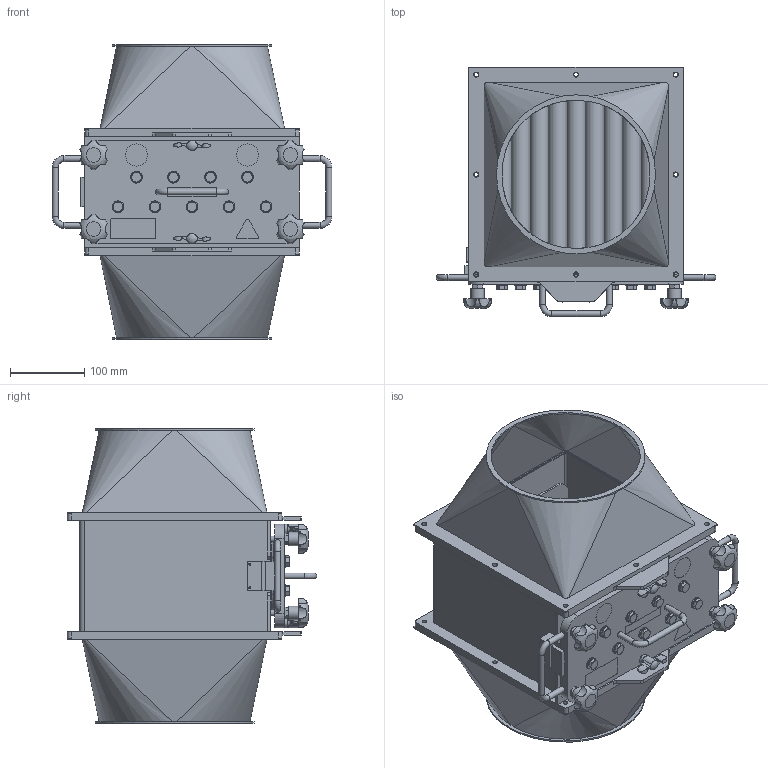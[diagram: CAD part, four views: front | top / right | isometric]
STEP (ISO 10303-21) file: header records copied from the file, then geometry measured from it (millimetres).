
FILE_DESCRIPTION(/* description */ (''),/* implementation_level */ '2;1');
FILE_NAME(/* name */ 'Nieuwe STEP''s (23-03-2022)\SECFQ20030 -.stp',/* time_stamp */ '2022-03-23T10:34:35+01:00',/* author */ ('CR'),/* organization */ (''),/* preprocessor_version */ 'ST-DEVELOPER v18.1',/* originating_system */ 'Autodesk Inventor 2021',/* authorisation */ '');
FILE_SCHEMA (('AUTOMOTIVE_DESIGN { 1 0 10303 214 3 1 1 }'));
Length unit declared in the file: millimetre
Products named in the file (1): Part1
Bounding box: 378 x 337 x 398 mm (x, y, z)
Volume: 2127340.9 mm3; surface area: 1391356.8 mm2
Topology: 5 solids, 22 shells, 975 faces, 2222 edges, 1406 vertices
Faces by surface type: plane 420, cylinder 341, cone 114, torus 62, bspline 36, sphere 2
Full cylindrical faces by diameter (mm): 2.459 x4, 6 x20, 6.2 x2, 6.647 x13, 7 x18, 7.323 x9, 8 x26, 8.4 x9, 8.5 x9, 10 x4, 11.4 x9, 14 x2, 16 x9, 18 x4, 24 x9, 25 x27, 30 x2, 215 x2
Entity records: 30083 total; most frequent: CARTESIAN_POINT 8150, DIRECTION 4618, ORIENTED_EDGE 4432, EDGE_CURVE 2216, AXIS2_PLACEMENT_3D 1802, VERTEX_POINT 1406, EDGE_LOOP 1186, LINE 1014
